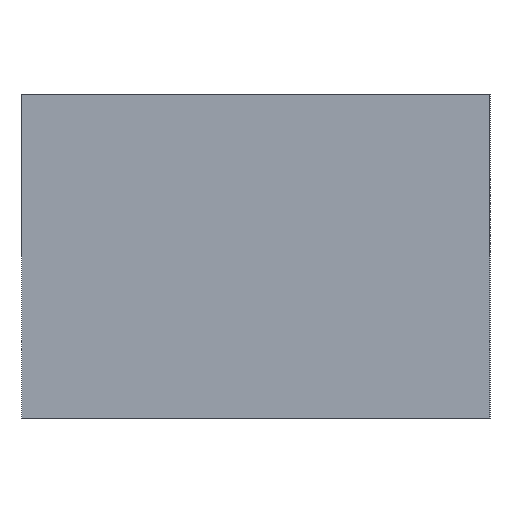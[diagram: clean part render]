
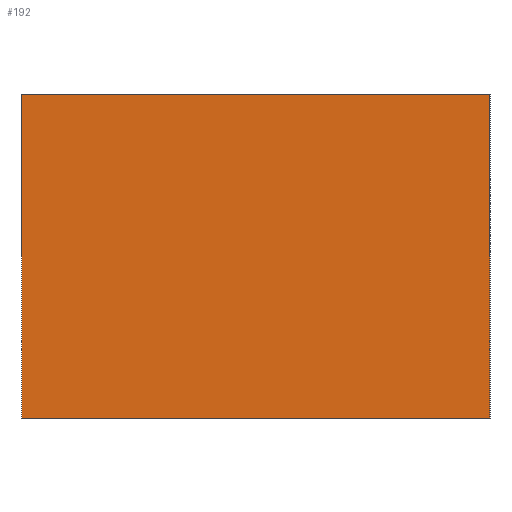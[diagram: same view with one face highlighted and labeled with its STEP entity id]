
A CAD part, left-side view. The second image highlights one B-rep face of the part: STEP entity #192.
In plain terms, the highlighted planar face has unit normal (-1, 0, 0).
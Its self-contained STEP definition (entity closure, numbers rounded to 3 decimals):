
#7 = DIRECTION ( 'NONE',  ( 0., -1., 0. ) ) ;
#118 = CARTESIAN_POINT ( 'NONE',  ( -2., 0., 0. ) ) ;
#192 = ADVANCED_FACE ( 'NONE', ( #708 ), #2318, .T. ) ;
#221 = ORIENTED_EDGE ( 'NONE', *, *, #489, .T. ) ;
#232 = VECTOR ( 'NONE', #1476, 1000. ) ;
#404 = ORIENTED_EDGE ( 'NONE', *, *, #532, .F. ) ;
#489 = EDGE_CURVE ( 'NONE', #1097, #848, #1480, .T. ) ;
#490 = DIRECTION ( 'NONE',  ( -1., 0., 0. ) ) ;
#512 = VERTEX_POINT ( 'NONE', #1125 ) ;
#532 = EDGE_CURVE ( 'NONE', #1097, #512, #1220, .T. ) ;
#593 = CARTESIAN_POINT ( 'NONE',  ( -2., 20., 0. ) ) ;
#639 = CARTESIAN_POINT ( 'NONE',  ( -2., 20., 0. ) ) ;
#649 = CARTESIAN_POINT ( 'NONE',  ( -2., 20., 18. ) ) ;
#653 = EDGE_LOOP ( 'NONE', ( #2221, #404, #221, #2132 ) ) ;
#664 = EDGE_CURVE ( 'NONE', #890, #512, #824, .T. ) ;
#688 = VECTOR ( 'NONE', #1034, 1000. ) ;
#708 = FACE_OUTER_BOUND ( 'NONE', #653, .T. ) ;
#824 = LINE ( 'NONE', #1308, #1573 ) ;
#848 = VERTEX_POINT ( 'NONE', #1166 ) ;
#890 = VERTEX_POINT ( 'NONE', #593 ) ;
#933 = CARTESIAN_POINT ( 'NONE',  ( -2., -6., 18. ) ) ;
#1032 = CARTESIAN_POINT ( 'NONE',  ( -2., -6., 18. ) ) ;
#1034 = DIRECTION ( 'NONE',  ( 0., 0., -1. ) ) ;
#1041 = LINE ( 'NONE', #639, #688 ) ;
#1092 = AXIS2_PLACEMENT_3D ( 'NONE', #118, #490, #2320 ) ;
#1097 = VERTEX_POINT ( 'NONE', #1032 ) ;
#1125 = CARTESIAN_POINT ( 'NONE',  ( -2., -6., 0. ) ) ;
#1166 = CARTESIAN_POINT ( 'NONE',  ( -2., 20., 18. ) ) ;
#1220 = LINE ( 'NONE', #933, #232 ) ;
#1308 = CARTESIAN_POINT ( 'NONE',  ( -2., 20., 0. ) ) ;
#1335 = VECTOR ( 'NONE', #1920, 1000. ) ;
#1476 = DIRECTION ( 'NONE',  ( 0., 0., -1. ) ) ;
#1480 = LINE ( 'NONE', #649, #1335 ) ;
#1573 = VECTOR ( 'NONE', #7, 1000. ) ;
#1821 = EDGE_CURVE ( 'NONE', #848, #890, #1041, .T. ) ;
#1920 = DIRECTION ( 'NONE',  ( 0., 1., 0. ) ) ;
#2132 = ORIENTED_EDGE ( 'NONE', *, *, #1821, .T. ) ;
#2221 = ORIENTED_EDGE ( 'NONE', *, *, #664, .T. ) ;
#2318 = PLANE ( 'NONE',  #1092 ) ;
#2320 = DIRECTION ( 'NONE',  ( 0., 0., 1. ) ) ;
